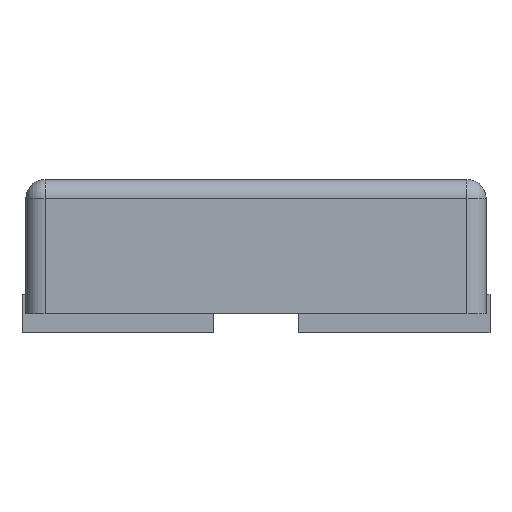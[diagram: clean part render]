
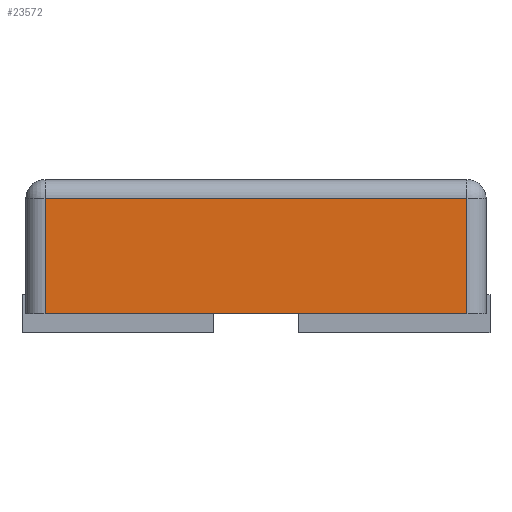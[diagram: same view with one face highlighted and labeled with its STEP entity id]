
A CAD part, left-side view. The second image highlights one B-rep face of the part: STEP entity #23572.
In plain terms, the highlighted planar face has unit normal (-1, 0, 0).
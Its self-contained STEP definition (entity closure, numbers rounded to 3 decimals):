
#239 = EDGE_CURVE ( 'NONE', #12243, #5303, #5853, .T. ) ;
#501 = CARTESIAN_POINT ( 'NONE',  ( -0.9, 0.55, 0.05 ) ) ;
#734 = CARTESIAN_POINT ( 'NONE',  ( -0.9, -0.55, 0.35 ) ) ;
#995 = CARTESIAN_POINT ( 'NONE',  ( -0.9, -0.55, 0.4 ) ) ;
#1880 = ORIENTED_EDGE ( 'NONE', *, *, #15106, .T. ) ;
#2103 = DIRECTION ( 'NONE',  ( 0., 0., -1. ) ) ;
#2471 = ORIENTED_EDGE ( 'NONE', *, *, #17138, .T. ) ;
#2701 = DIRECTION ( 'NONE',  ( 0., 1., 0. ) ) ;
#3122 = CARTESIAN_POINT ( 'NONE',  ( -0.9, 0.55, 0.35 ) ) ;
#4415 = AXIS2_PLACEMENT_3D ( 'NONE', #24284, #6961, #2701 ) ;
#5303 = VERTEX_POINT ( 'NONE', #734 ) ;
#5853 = LINE ( 'NONE', #995, #11419 ) ;
#6400 = VECTOR ( 'NONE', #13575, 1000. ) ;
#6522 = LINE ( 'NONE', #23833, #26008 ) ;
#6589 = CARTESIAN_POINT ( 'NONE',  ( -0.9, 0.6, 0.05 ) ) ;
#6961 = DIRECTION ( 'NONE',  ( 1., 0., 0. ) ) ;
#7006 = CARTESIAN_POINT ( 'NONE',  ( -0.9, -0.55, 0.05 ) ) ;
#11419 = VECTOR ( 'NONE', #25396, 1000. ) ;
#11917 = VERTEX_POINT ( 'NONE', #501 ) ;
#12243 = VERTEX_POINT ( 'NONE', #7006 ) ;
#12334 = PLANE ( 'NONE',  #4415 ) ;
#12784 = EDGE_CURVE ( 'NONE', #11917, #12243, #20725, .T. ) ;
#13113 = ORIENTED_EDGE ( 'NONE', *, *, #239, .T. ) ;
#13575 = DIRECTION ( 'NONE',  ( 0., -1., 0. ) ) ;
#15106 = EDGE_CURVE ( 'NONE', #5303, #24112, #20637, .T. ) ;
#17138 = EDGE_CURVE ( 'NONE', #24112, #11917, #6522, .T. ) ;
#17930 = DIRECTION ( 'NONE',  ( 0., 1., 0. ) ) ;
#19492 = FACE_OUTER_BOUND ( 'NONE', #23967, .T. ) ;
#20637 = LINE ( 'NONE', #27321, #21218 ) ;
#20725 = LINE ( 'NONE', #6589, #6400 ) ;
#21218 = VECTOR ( 'NONE', #17930, 1000. ) ;
#23572 = ADVANCED_FACE ( 'NONE', ( #19492 ), #12334, .F. ) ;
#23833 = CARTESIAN_POINT ( 'NONE',  ( -0.9, 0.55, 0.4 ) ) ;
#23967 = EDGE_LOOP ( 'NONE', ( #24232, #13113, #1880, #2471 ) ) ;
#24112 = VERTEX_POINT ( 'NONE', #3122 ) ;
#24232 = ORIENTED_EDGE ( 'NONE', *, *, #12784, .T. ) ;
#24284 = CARTESIAN_POINT ( 'NONE',  ( -0.9, 0.6, 0.4 ) ) ;
#25396 = DIRECTION ( 'NONE',  ( 0., 0., 1. ) ) ;
#26008 = VECTOR ( 'NONE', #2103, 1000. ) ;
#27321 = CARTESIAN_POINT ( 'NONE',  ( -0.9, 0.6, 0.35 ) ) ;
